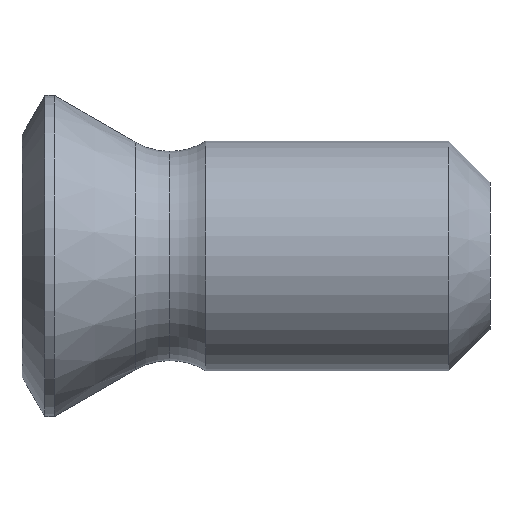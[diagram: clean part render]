
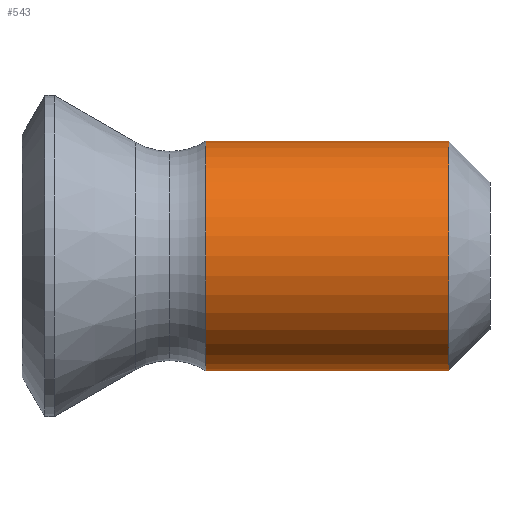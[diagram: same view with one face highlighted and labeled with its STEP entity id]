
A CAD part, front view. The second image highlights one B-rep face of the part: STEP entity #543.
In plain terms, the highlighted cylindrical face has radius 2.5 mm (diameter 5 mm), a partial arc.
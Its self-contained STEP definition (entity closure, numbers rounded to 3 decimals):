
#17 = ORIENTED_EDGE ( 'NONE', *, *, #1130, .T. ) ;
#39 = EDGE_LOOP ( 'NONE', ( #175, #17, #441, #696 ) ) ;
#49 = EDGE_CURVE ( 'NONE', #581, #877, #781, .T. ) ;
#123 = VERTEX_POINT ( 'NONE', #778 ) ;
#165 = DIRECTION ( 'NONE',  ( -1., 0., 0. ) ) ;
#175 = ORIENTED_EDGE ( 'NONE', *, *, #49, .F. ) ;
#205 = AXIS2_PLACEMENT_3D ( 'NONE', #373, #292, #723 ) ;
#229 = CIRCLE ( 'NONE', #1063, 2.5 ) ;
#237 = CARTESIAN_POINT ( 'NONE',  ( -1.163, 0., 2.5 ) ) ;
#292 = DIRECTION ( 'NONE',  ( -1., 0., 0. ) ) ;
#334 = CARTESIAN_POINT ( 'NONE',  ( 4., 0., -2.5 ) ) ;
#346 = DIRECTION ( 'NONE',  ( 0., 0., 1. ) ) ;
#373 = CARTESIAN_POINT ( 'NONE',  ( 9.3, 0., 0. ) ) ;
#402 = CYLINDRICAL_SURFACE ( 'NONE', #552, 2.5 ) ;
#441 = ORIENTED_EDGE ( 'NONE', *, *, #770, .T. ) ;
#476 = VERTEX_POINT ( 'NONE', #1098 ) ;
#480 = VECTOR ( 'NONE', #165, 1000. ) ;
#512 = DIRECTION ( 'NONE',  ( -1., 0., 0. ) ) ;
#524 = CARTESIAN_POINT ( 'NONE',  ( 4., 0., 0. ) ) ;
#543 = ADVANCED_FACE ( 'NONE', ( #754 ), #402, .T. ) ;
#552 = AXIS2_PLACEMENT_3D ( 'NONE', #1120, #950, #671 ) ;
#581 = VERTEX_POINT ( 'NONE', #826 ) ;
#589 = CARTESIAN_POINT ( 'NONE',  ( -1.163, 0., -2.5 ) ) ;
#671 = DIRECTION ( 'NONE',  ( 0., 0., 1. ) ) ;
#696 = ORIENTED_EDGE ( 'NONE', *, *, #963, .F. ) ;
#723 = DIRECTION ( 'NONE',  ( 0., 0., 1. ) ) ;
#754 = FACE_OUTER_BOUND ( 'NONE', #39, .T. ) ;
#770 = EDGE_CURVE ( 'NONE', #476, #123, #1003, .T. ) ;
#778 = CARTESIAN_POINT ( 'NONE',  ( 4., 0., 2.5 ) ) ;
#781 = LINE ( 'NONE', #589, #480 ) ;
#808 = CIRCLE ( 'NONE', #205, 2.5 ) ;
#826 = CARTESIAN_POINT ( 'NONE',  ( 9.3, 0., -2.5 ) ) ;
#877 = VERTEX_POINT ( 'NONE', #334 ) ;
#950 = DIRECTION ( 'NONE',  ( -1., 0., 0. ) ) ;
#963 = EDGE_CURVE ( 'NONE', #877, #123, #229, .T. ) ;
#989 = VECTOR ( 'NONE', #1026, 1000. ) ;
#1003 = LINE ( 'NONE', #237, #989 ) ;
#1026 = DIRECTION ( 'NONE',  ( -1., 0., 0. ) ) ;
#1063 = AXIS2_PLACEMENT_3D ( 'NONE', #524, #512, #346 ) ;
#1098 = CARTESIAN_POINT ( 'NONE',  ( 9.3, 0., 2.5 ) ) ;
#1120 = CARTESIAN_POINT ( 'NONE',  ( -1.163, 0., 0. ) ) ;
#1130 = EDGE_CURVE ( 'NONE', #581, #476, #808, .T. ) ;
